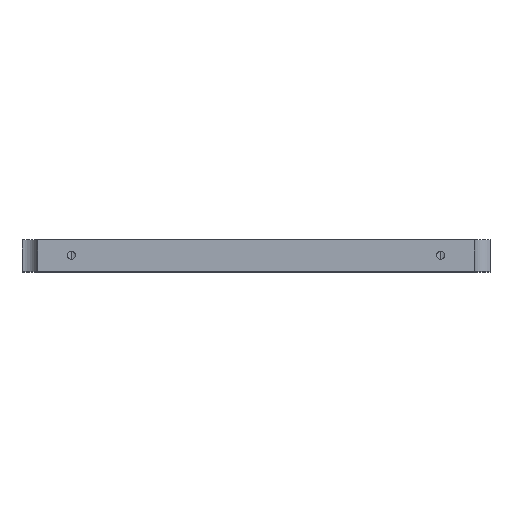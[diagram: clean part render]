
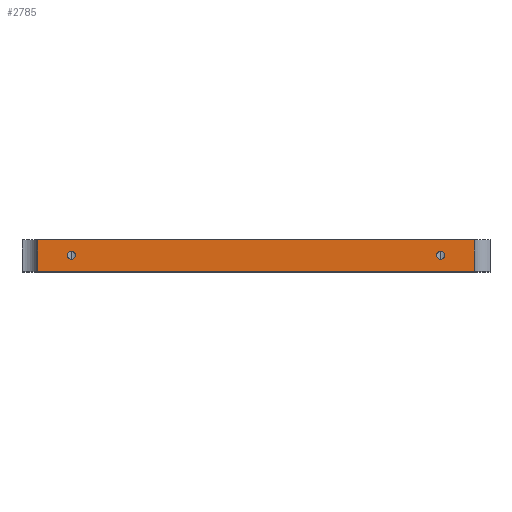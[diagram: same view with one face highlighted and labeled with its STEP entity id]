
A CAD part, top view. The second image highlights one B-rep face of the part: STEP entity #2785.
In plain terms, the highlighted planar face has unit normal (0, 0, 1).
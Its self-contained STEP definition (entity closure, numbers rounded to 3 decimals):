
#119 = DIRECTION ( 'NONE',  ( 0., 0., 1. ) ) ;
#121 = CARTESIAN_POINT ( 'NONE',  ( 43.825, 0., 45.24 ) ) ;
#158 = CARTESIAN_POINT ( 'NONE',  ( 43.825, 0., 45.24 ) ) ;
#209 = EDGE_CURVE ( 'NONE', #3358, #3592, #1022, .T. ) ;
#266 = EDGE_CURVE ( 'NONE', #886, #1582, #414, .T. ) ;
#267 = CARTESIAN_POINT ( 'NONE',  ( -37.875, 3.225, 45.24 ) ) ;
#282 = DIRECTION ( 'NONE',  ( 0., 0., 1. ) ) ;
#293 = VECTOR ( 'NONE', #2806, 1000. ) ;
#414 = LINE ( 'NONE', #2864, #836 ) ;
#479 = DIRECTION ( 'NONE',  ( 1., 0., 0. ) ) ;
#523 = LINE ( 'NONE', #1727, #1745 ) ;
#594 = DIRECTION ( 'NONE',  ( 0., 0., 1. ) ) ;
#655 = VERTEX_POINT ( 'NONE', #2240 ) ;
#724 = EDGE_LOOP ( 'NONE', ( #3651, #2984 ) ) ;
#836 = VECTOR ( 'NONE', #479, 1000. ) ;
#886 = VERTEX_POINT ( 'NONE', #1161 ) ;
#906 = DIRECTION ( 'NONE',  ( 1., 0., 0. ) ) ;
#945 = CARTESIAN_POINT ( 'NONE',  ( -37.075, 3.225, 45.24 ) ) ;
#1022 = CIRCLE ( 'NONE', #2856, 0.8 ) ;
#1035 = ORIENTED_EDGE ( 'NONE', *, *, #2501, .F. ) ;
#1053 = CARTESIAN_POINT ( 'NONE',  ( 37.075, 3.225, 45.24 ) ) ;
#1144 = PLANE ( 'NONE',  #3311 ) ;
#1161 = CARTESIAN_POINT ( 'NONE',  ( -43.825, 0., 45.24 ) ) ;
#1267 = EDGE_CURVE ( 'NONE', #2279, #2934, #3320, .T. ) ;
#1397 = DIRECTION ( 'NONE',  ( 0., 0., 1. ) ) ;
#1463 = FACE_BOUND ( 'NONE', #724, .T. ) ;
#1582 = VERTEX_POINT ( 'NONE', #158 ) ;
#1596 = CARTESIAN_POINT ( 'NONE',  ( 0., 6.35, 45.24 ) ) ;
#1615 = LINE ( 'NONE', #1596, #2739 ) ;
#1727 = CARTESIAN_POINT ( 'NONE',  ( -43.825, 0., 45.24 ) ) ;
#1745 = VECTOR ( 'NONE', #2949, 1000. ) ;
#1756 = FACE_OUTER_BOUND ( 'NONE', #1767, .T. ) ;
#1767 = EDGE_LOOP ( 'NONE', ( #3859, #1881, #2751, #3041 ) ) ;
#1881 = ORIENTED_EDGE ( 'NONE', *, *, #2457, .T. ) ;
#1993 = EDGE_LOOP ( 'NONE', ( #3335, #1035 ) ) ;
#2205 = CARTESIAN_POINT ( 'NONE',  ( -37.075, 3.225, 45.24 ) ) ;
#2240 = CARTESIAN_POINT ( 'NONE',  ( -43.825, 6.35, 45.24 ) ) ;
#2241 = CARTESIAN_POINT ( 'NONE',  ( 43.825, 6.35, 45.24 ) ) ;
#2279 = VERTEX_POINT ( 'NONE', #2830 ) ;
#2408 = CARTESIAN_POINT ( 'NONE',  ( 37.075, 3.225, 45.24 ) ) ;
#2457 = EDGE_CURVE ( 'NONE', #655, #886, #523, .T. ) ;
#2483 = LINE ( 'NONE', #121, #293 ) ;
#2501 = EDGE_CURVE ( 'NONE', #2934, #2279, #2754, .T. ) ;
#2598 = EDGE_CURVE ( 'NONE', #3592, #3358, #3506, .T. ) ;
#2656 = EDGE_CURVE ( 'NONE', #1582, #3432, #2483, .T. ) ;
#2739 = VECTOR ( 'NONE', #2801, 1000. ) ;
#2751 = ORIENTED_EDGE ( 'NONE', *, *, #266, .T. ) ;
#2754 = CIRCLE ( 'NONE', #3254, 0.8 ) ;
#2785 = ADVANCED_FACE ( 'NONE', ( #1463, #3581, #1756 ), #1144, .F. ) ;
#2801 = DIRECTION ( 'NONE',  ( 1., 0., 0. ) ) ;
#2806 = DIRECTION ( 'NONE',  ( 0., 1., 0. ) ) ;
#2830 = CARTESIAN_POINT ( 'NONE',  ( 37.875, 3.225, 45.24 ) ) ;
#2856 = AXIS2_PLACEMENT_3D ( 'NONE', #2205, #119, #3408 ) ;
#2864 = CARTESIAN_POINT ( 'NONE',  ( 0., 0., 45.24 ) ) ;
#2934 = VERTEX_POINT ( 'NONE', #3698 ) ;
#2940 = AXIS2_PLACEMENT_3D ( 'NONE', #945, #282, #3827 ) ;
#2949 = DIRECTION ( 'NONE',  ( 0., -1., 0. ) ) ;
#2958 = DIRECTION ( 'NONE',  ( 0., 0., -1. ) ) ;
#2984 = ORIENTED_EDGE ( 'NONE', *, *, #2598, .F. ) ;
#3013 = CARTESIAN_POINT ( 'NONE',  ( 0., 6.35, 45.24 ) ) ;
#3041 = ORIENTED_EDGE ( 'NONE', *, *, #2656, .T. ) ;
#3254 = AXIS2_PLACEMENT_3D ( 'NONE', #2408, #594, #906 ) ;
#3311 = AXIS2_PLACEMENT_3D ( 'NONE', #3013, #2958, #3881 ) ;
#3320 = CIRCLE ( 'NONE', #3697, 0.8 ) ;
#3335 = ORIENTED_EDGE ( 'NONE', *, *, #1267, .F. ) ;
#3358 = VERTEX_POINT ( 'NONE', #3641 ) ;
#3408 = DIRECTION ( 'NONE',  ( 1., 0., 0. ) ) ;
#3432 = VERTEX_POINT ( 'NONE', #2241 ) ;
#3458 = DIRECTION ( 'NONE',  ( 1., 0., 0. ) ) ;
#3482 = EDGE_CURVE ( 'NONE', #655, #3432, #1615, .T. ) ;
#3506 = CIRCLE ( 'NONE', #2940, 0.8 ) ;
#3581 = FACE_BOUND ( 'NONE', #1993, .T. ) ;
#3592 = VERTEX_POINT ( 'NONE', #267 ) ;
#3641 = CARTESIAN_POINT ( 'NONE',  ( -36.275, 3.225, 45.24 ) ) ;
#3651 = ORIENTED_EDGE ( 'NONE', *, *, #209, .F. ) ;
#3697 = AXIS2_PLACEMENT_3D ( 'NONE', #1053, #1397, #3458 ) ;
#3698 = CARTESIAN_POINT ( 'NONE',  ( 36.275, 3.225, 45.24 ) ) ;
#3827 = DIRECTION ( 'NONE',  ( 1., 0., 0. ) ) ;
#3859 = ORIENTED_EDGE ( 'NONE', *, *, #3482, .F. ) ;
#3881 = DIRECTION ( 'NONE',  ( -1., 0., 0. ) ) ;
